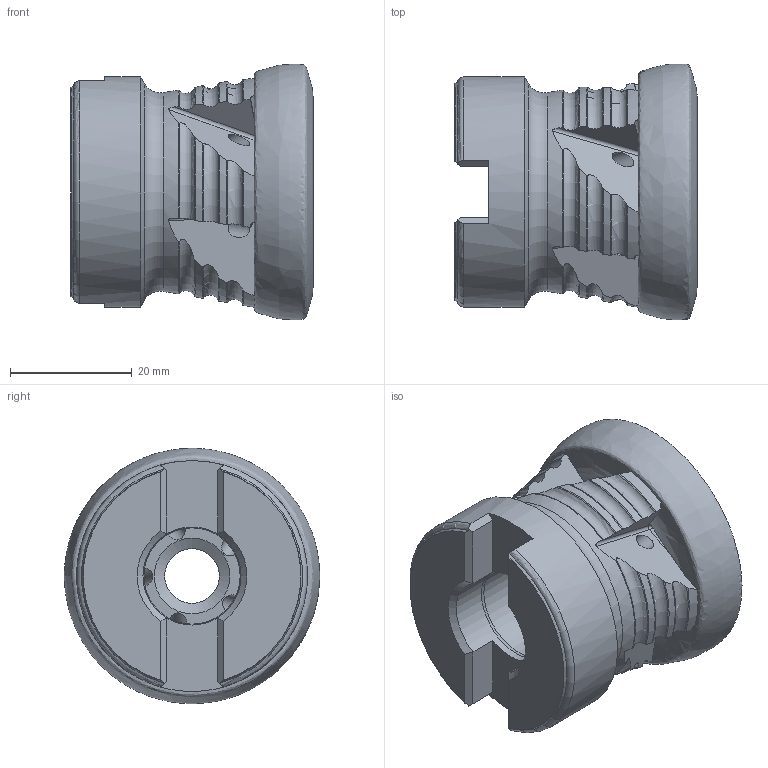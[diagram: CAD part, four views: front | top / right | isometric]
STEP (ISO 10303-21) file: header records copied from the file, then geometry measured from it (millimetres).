
FILE_DESCRIPTION (( 'STEP AP214' ), '1' );
FILE_NAME ('00PP-042-09-5.STEP', '2013-10-07T14:24:53', ( '' ), ( '' ), 'SwSTEP 2.0', 'SolidWorks 2013', '' );
FILE_SCHEMA (( 'AUTOMOTIVE_DESIGN' ));
Length unit declared in the file: millimetre
Products named in the file (1): 00PP-042-09-5
Bounding box: 39.93 x 42.02 x 42.02 mm (x, y, z)
Volume: 33025.8 mm3; surface area: 10245.1 mm2
Topology: 1 solids, 1 shells, 196 faces, 575 edges, 372 vertices
Faces by surface type: torus 60, plane 54, cylinder 41, cone 40, bspline 1
Full cylindrical faces by diameter (mm): 3 x5, 9 x1, 13.5 x1, 15.85 x1, 16.15 x1, 16.3 x1, 38 x1
Entity records: 9513 total; most frequent: CARTESIAN_POINT 4830, ORIENTED_EDGE 1092, DIRECTION 832, EDGE_CURVE 546, AXIS2_PLACEMENT_3D 365, VERTEX_POINT 362, EDGE_LOOP 226, B_SPLINE_CURVE_WITH_KNOTS 221
